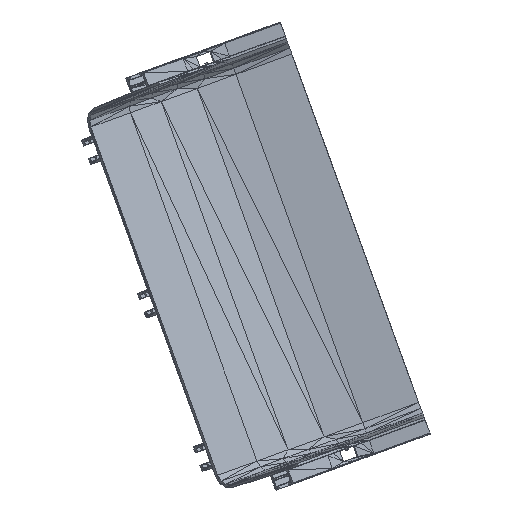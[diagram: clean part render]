
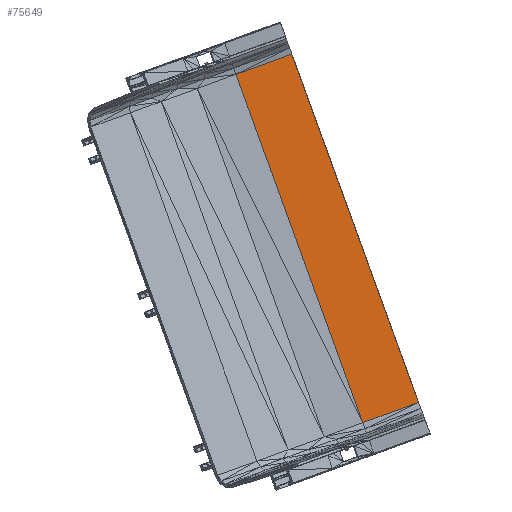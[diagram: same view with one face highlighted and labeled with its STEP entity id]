
A CAD part, top view. The second image highlights one B-rep face of the part: STEP entity #75649.
In plain terms, the highlighted planar face has unit normal (0, 0, 1).
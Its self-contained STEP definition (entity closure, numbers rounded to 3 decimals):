
#15589 = VERTEX_POINT('',#15590);
#15590 = CARTESIAN_POINT('',(43.658,434.469,-101.));
#15665 = PLANE('',#15666);
#15666 = AXIS2_PLACEMENT_3D('',#15667,#15668,#15669);
#15667 = CARTESIAN_POINT('',(19.247,427.241,
    -100.591));
#15668 = DIRECTION('',(0.087,-0.239,0.967
    ));
#15669 = DIRECTION('',(0.,0.971,0.24)
  );
#15681 = VERTEX_POINT('',#15682);
#15682 = CARTESIAN_POINT('',(-6.801,416.103,-101.));
#15708 = EDGE_CURVE('',#15681,#15589,#15709,.T.);
#15709 = SURFACE_CURVE('',#15710,(#15714,#15721),.PCURVE_S1.);
#15710 = LINE('',#15711,#15712);
#15711 = CARTESIAN_POINT('',(-6.801,416.103,-101.));
#15712 = VECTOR('',#15713,1.);
#15713 = DIRECTION('',(0.94,0.342,0.));
#15714 = PCURVE('',#15665,#15715);
#15715 = DEFINITIONAL_REPRESENTATION('',(#15716),#15720);
#15716 = LINE('',#15717,#15718);
#15717 = CARTESIAN_POINT('',(-10.911,26.147));
#15718 = VECTOR('',#15719,1.);
#15719 = DIRECTION('',(0.332,-0.943));
#15720 = ( GEOMETRIC_REPRESENTATION_CONTEXT(2) 
PARAMETRIC_REPRESENTATION_CONTEXT() REPRESENTATION_CONTEXT('2D SPACE',''
  ) );
#15721 = PCURVE('',#15722,#15727);
#15722 = PLANE('',#15723);
#15723 = AXIS2_PLACEMENT_3D('',#15724,#15725,#15726);
#15724 = CARTESIAN_POINT('',(75.667,268.027,-101.));
#15725 = DIRECTION('',(0.,0.,1.));
#15726 = DIRECTION('',(1.,0.,0.));
#15727 = DEFINITIONAL_REPRESENTATION('',(#15728),#15732);
#15728 = LINE('',#15729,#15730);
#15729 = CARTESIAN_POINT('',(-82.467,148.077));
#15730 = VECTOR('',#15731,1.);
#15731 = DIRECTION('',(0.94,0.342));
#15732 = ( GEOMETRIC_REPRESENTATION_CONTEXT(2) 
PARAMETRIC_REPRESENTATION_CONTEXT() REPRESENTATION_CONTEXT('2D SPACE',''
  ) );
#15754 = PLANE('',#15755);
#15755 = AXIS2_PLACEMENT_3D('',#15756,#15757,#15758);
#15756 = CARTESIAN_POINT('',(100.641,277.911,
    -101.753));
#15757 = DIRECTION('',(0.94,0.342,0.));
#15758 = DIRECTION('',(-0.342,0.94,0.));
#15796 = EDGE_CURVE('',#15589,#15797,#15799,.T.);
#15797 = VERTEX_POINT('',#15798);
#15798 = CARTESIAN_POINT('',(158.134,119.95,-101.));
#15799 = SURFACE_CURVE('',#15800,(#15804,#15811),.PCURVE_S1.);
#15800 = LINE('',#15801,#15802);
#15801 = CARTESIAN_POINT('',(43.658,434.469,-101.));
#15802 = VECTOR('',#15803,1.);
#15803 = DIRECTION('',(0.342,-0.94,0.));
#15804 = PCURVE('',#15754,#15805);
#15805 = DEFINITIONAL_REPRESENTATION('',(#15806),#15810);
#15806 = LINE('',#15807,#15808);
#15807 = CARTESIAN_POINT('',(166.605,0.753));
#15808 = VECTOR('',#15809,1.);
#15809 = DIRECTION('',(-1.,0.));
#15810 = ( GEOMETRIC_REPRESENTATION_CONTEXT(2) 
PARAMETRIC_REPRESENTATION_CONTEXT() REPRESENTATION_CONTEXT('2D SPACE',''
  ) );
#15811 = PCURVE('',#15722,#15812);
#15812 = DEFINITIONAL_REPRESENTATION('',(#15813),#15817);
#15813 = LINE('',#15814,#15815);
#15814 = CARTESIAN_POINT('',(-32.008,166.442));
#15815 = VECTOR('',#15816,1.);
#15816 = DIRECTION('',(0.342,-0.94));
#15817 = ( GEOMETRIC_REPRESENTATION_CONTEXT(2) 
PARAMETRIC_REPRESENTATION_CONTEXT() REPRESENTATION_CONTEXT('2D SPACE',''
  ) );
#26868 = PLANE('',#26869);
#26869 = AXIS2_PLACEMENT_3D('',#26870,#26871,#26872);
#26870 = CARTESIAN_POINT('',(132.087,108.814,
    -100.592));
#26871 = DIRECTION('',(-0.087,0.238,0.967
    ));
#26872 = DIRECTION('',(0.,0.971,-0.239)
  );
#26936 = EDGE_CURVE('',#26937,#15797,#26939,.T.);
#26937 = VERTEX_POINT('',#26938);
#26938 = CARTESIAN_POINT('',(107.675,101.584,-101.));
#26939 = SURFACE_CURVE('',#26940,(#26944,#26951),.PCURVE_S1.);
#26940 = LINE('',#26941,#26942);
#26941 = CARTESIAN_POINT('',(107.675,101.584,-101.));
#26942 = VECTOR('',#26943,1.);
#26943 = DIRECTION('',(0.94,0.342,0.));
#26944 = PCURVE('',#26868,#26945);
#26945 = DEFINITIONAL_REPRESENTATION('',(#26946),#26950);
#26946 = LINE('',#26947,#26948);
#26947 = CARTESIAN_POINT('',(-6.921,24.504));
#26948 = VECTOR('',#26949,1.);
#26949 = DIRECTION('',(0.332,-0.943));
#26950 = ( GEOMETRIC_REPRESENTATION_CONTEXT(2) 
PARAMETRIC_REPRESENTATION_CONTEXT() REPRESENTATION_CONTEXT('2D SPACE',''
  ) );
#26951 = PCURVE('',#15722,#26952);
#26952 = DEFINITIONAL_REPRESENTATION('',(#26953),#26957);
#26953 = LINE('',#26954,#26955);
#26954 = CARTESIAN_POINT('',(32.008,-166.442));
#26955 = VECTOR('',#26956,1.);
#26956 = DIRECTION('',(0.94,0.342));
#26957 = ( GEOMETRIC_REPRESENTATION_CONTEXT(2) 
PARAMETRIC_REPRESENTATION_CONTEXT() REPRESENTATION_CONTEXT('2D SPACE',''
  ) );
#27090 = PLANE('',#27091);
#27091 = AXIS2_PLACEMENT_3D('',#27092,#27093,#27094);
#27092 = CARTESIAN_POINT('',(38.192,263.803,
    -99.708));
#27093 = DIRECTION('',(0.123,0.045,0.991)
  );
#27094 = DIRECTION('',(0.992,0.,-0.123));
#27132 = EDGE_CURVE('',#15681,#26937,#27133,.T.);
#27133 = SURFACE_CURVE('',#27134,(#27138,#27145),.PCURVE_S1.);
#27134 = LINE('',#27135,#27136);
#27135 = CARTESIAN_POINT('',(-6.801,416.103,-101.));
#27136 = VECTOR('',#27137,1.);
#27137 = DIRECTION('',(0.342,-0.94,0.));
#27138 = PCURVE('',#27090,#27139);
#27139 = DEFINITIONAL_REPRESENTATION('',(#27140),#27144);
#27140 = LINE('',#27141,#27142);
#27141 = CARTESIAN_POINT('',(-44.494,152.452));
#27142 = VECTOR('',#27143,1.);
#27143 = DIRECTION('',(0.339,-0.941));
#27144 = ( GEOMETRIC_REPRESENTATION_CONTEXT(2) 
PARAMETRIC_REPRESENTATION_CONTEXT() REPRESENTATION_CONTEXT('2D SPACE',''
  ) );
#27145 = PCURVE('',#15722,#27146);
#27146 = DEFINITIONAL_REPRESENTATION('',(#27147),#27151);
#27147 = LINE('',#27148,#27149);
#27148 = CARTESIAN_POINT('',(-82.467,148.077));
#27149 = VECTOR('',#27150,1.);
#27150 = DIRECTION('',(0.342,-0.94));
#27151 = ( GEOMETRIC_REPRESENTATION_CONTEXT(2) 
PARAMETRIC_REPRESENTATION_CONTEXT() REPRESENTATION_CONTEXT('2D SPACE',''
  ) );
#75649 = ADVANCED_FACE('',(#75650),#15722,.T.);
#75650 = FACE_BOUND('',#75651,.T.);
#75651 = EDGE_LOOP('',(#75652,#75653,#75654,#75655));
#75652 = ORIENTED_EDGE('',*,*,#26936,.T.);
#75653 = ORIENTED_EDGE('',*,*,#15796,.F.);
#75654 = ORIENTED_EDGE('',*,*,#15708,.F.);
#75655 = ORIENTED_EDGE('',*,*,#27132,.T.);
